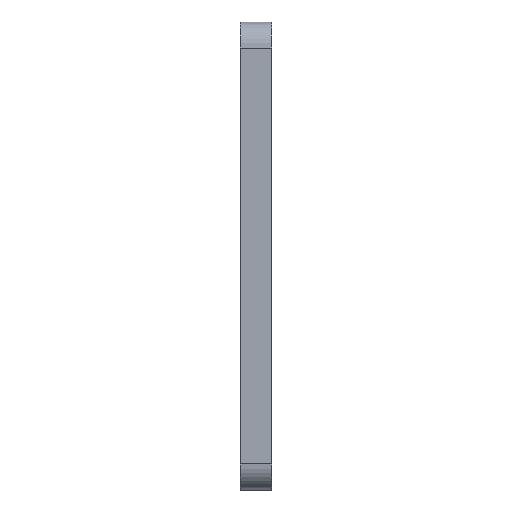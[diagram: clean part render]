
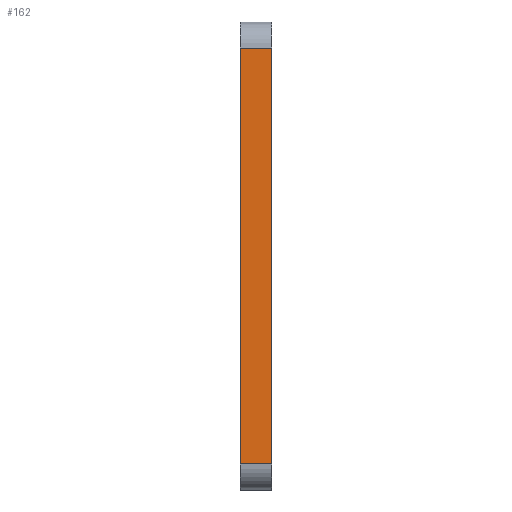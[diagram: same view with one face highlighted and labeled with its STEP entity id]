
A CAD part, left-side view. The second image highlights one B-rep face of the part: STEP entity #162.
In plain terms, the highlighted planar face has unit normal (-1, 0, 0).
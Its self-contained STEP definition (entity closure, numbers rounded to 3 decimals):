
#131 = VERTEX_POINT ( 'NONE', #608 ) ;
#145 = EDGE_CURVE ( 'NONE', #131, #147, #609, .T. ) ;
#147 = VERTEX_POINT ( 'NONE', #709 ) ;
#162 = ADVANCED_FACE ( 'NONE', ( #692 ), #622, .F. ) ;
#170 = ORIENTED_EDGE ( 'NONE', *, *, #297, .T. ) ;
#290 = EDGE_LOOP ( 'NONE', ( #312, #340, #170, #296 ) ) ;
#292 = VERTEX_POINT ( 'NONE', #797 ) ;
#296 = ORIENTED_EDGE ( 'NONE', *, *, #339, .T. ) ;
#297 = EDGE_CURVE ( 'NONE', #371, #292, #781, .T. ) ;
#312 = ORIENTED_EDGE ( 'NONE', *, *, #145, .F. ) ;
#339 = EDGE_CURVE ( 'NONE', #292, #147, #775, .T. ) ;
#340 = ORIENTED_EDGE ( 'NONE', *, *, #382, .T. ) ;
#371 = VERTEX_POINT ( 'NONE', #734 ) ;
#382 = EDGE_CURVE ( 'NONE', #131, #371, #733, .T. ) ;
#594 = DIRECTION ( 'NONE',  ( 0., 0., -1. ) ) ;
#608 = CARTESIAN_POINT ( 'NONE',  ( 0., 6., -85. ) ) ;
#609 = LINE ( 'NONE', #612, #611 ) ;
#610 = DIRECTION ( 'NONE',  ( 0., 0., 1. ) ) ;
#611 = VECTOR ( 'NONE', #610, 1000. ) ;
#612 = CARTESIAN_POINT ( 'NONE',  ( 0., 6., 0. ) ) ;
#620 = CARTESIAN_POINT ( 'NONE',  ( 0., 6., 0. ) ) ;
#622 = PLANE ( 'NONE',  #682 ) ;
#682 = AXIS2_PLACEMENT_3D ( 'NONE', #620, #690, #594 ) ;
#690 = DIRECTION ( 'NONE',  ( 1., 0., 0. ) ) ;
#692 = FACE_OUTER_BOUND ( 'NONE', #290, .T. ) ;
#709 = CARTESIAN_POINT ( 'NONE',  ( 0., 6., -5. ) ) ;
#733 = LINE ( 'NONE', #756, #752 ) ;
#734 = CARTESIAN_POINT ( 'NONE',  ( 0., 0., -85. ) ) ;
#752 = VECTOR ( 'NONE', #755, 1000. ) ;
#755 = DIRECTION ( 'NONE',  ( 0., -1., 0. ) ) ;
#756 = CARTESIAN_POINT ( 'NONE',  ( 0., 6., -85. ) ) ;
#759 = DIRECTION ( 'NONE',  ( 0., 0., 1. ) ) ;
#760 = CARTESIAN_POINT ( 'NONE',  ( 0., 0., 0. ) ) ;
#775 = LINE ( 'NONE', #821, #820 ) ;
#781 = LINE ( 'NONE', #760, #807 ) ;
#797 = CARTESIAN_POINT ( 'NONE',  ( 0., 0., -5. ) ) ;
#807 = VECTOR ( 'NONE', #759, 1000. ) ;
#819 = DIRECTION ( 'NONE',  ( 0., 1., 0. ) ) ;
#820 = VECTOR ( 'NONE', #819, 1000. ) ;
#821 = CARTESIAN_POINT ( 'NONE',  ( 0., 6., -5. ) ) ;
